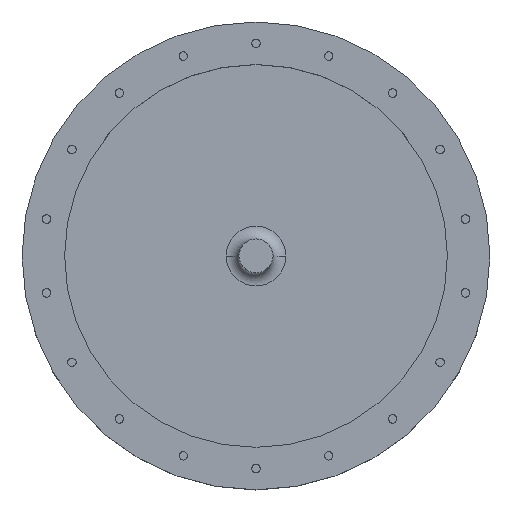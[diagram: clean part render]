
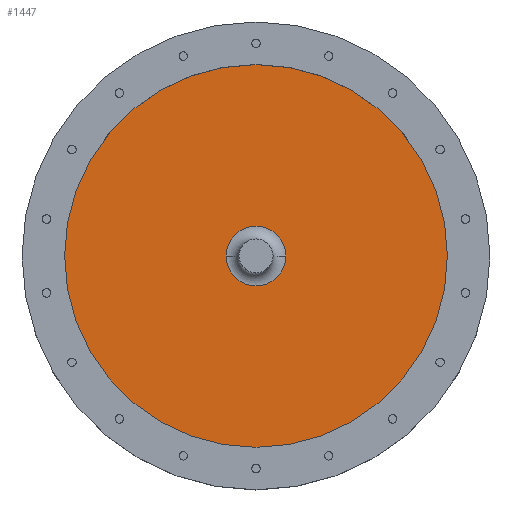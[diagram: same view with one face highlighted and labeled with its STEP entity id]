
A CAD part, top view. The second image highlights one B-rep face of the part: STEP entity #1447.
In plain terms, the highlighted planar face has unit normal (0, 0, 1).
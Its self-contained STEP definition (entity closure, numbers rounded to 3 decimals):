
#32 = DIRECTION ( 'NONE',  ( 0., 0., -1. ) ) ;
#83 = CIRCLE ( 'NONE', #2687, 7. ) ;
#178 = ORIENTED_EDGE ( 'NONE', *, *, #2277, .F. ) ;
#275 = VERTEX_POINT ( 'NONE', #2765 ) ;
#398 = PLANE ( 'NONE',  #1815 ) ;
#428 = DIRECTION ( 'NONE',  ( 1., 0., 0. ) ) ;
#583 = CARTESIAN_POINT ( 'NONE',  ( -45., 0., -3. ) ) ;
#741 = DIRECTION ( 'NONE',  ( 1., 0., 0. ) ) ;
#801 = DIRECTION ( 'NONE',  ( 0., 0., -1. ) ) ;
#1056 = ORIENTED_EDGE ( 'NONE', *, *, #1846, .T. ) ;
#1391 = CARTESIAN_POINT ( 'NONE',  ( -7., 0., -3. ) ) ;
#1447 = ADVANCED_FACE ( 'NONE', ( #2946, #1970 ), #398, .T. ) ;
#1450 = AXIS2_PLACEMENT_3D ( 'NONE', #1664, #2726, #2748 ) ;
#1486 = CARTESIAN_POINT ( 'NONE',  ( 0., 0., -3. ) ) ;
#1641 = EDGE_CURVE ( 'NONE', #2532, #275, #1789, .T. ) ;
#1664 = CARTESIAN_POINT ( 'NONE',  ( 0., 0., -3. ) ) ;
#1700 = EDGE_LOOP ( 'NONE', ( #1918, #178 ) ) ;
#1772 = ORIENTED_EDGE ( 'NONE', *, *, #2125, .T. ) ;
#1789 = CIRCLE ( 'NONE', #3177, 45. ) ;
#1815 = AXIS2_PLACEMENT_3D ( 'NONE', #1486, #2755, #428 ) ;
#1846 = EDGE_CURVE ( 'NONE', #2806, #2624, #83, .T. ) ;
#1848 = CARTESIAN_POINT ( 'NONE',  ( 0., 0., -3. ) ) ;
#1918 = ORIENTED_EDGE ( 'NONE', *, *, #1641, .F. ) ;
#1970 = FACE_OUTER_BOUND ( 'NONE', #1700, .T. ) ;
#2120 = DIRECTION ( 'NONE',  ( 1., 0., 0. ) ) ;
#2125 = EDGE_CURVE ( 'NONE', #2624, #2806, #3148, .T. ) ;
#2272 = AXIS2_PLACEMENT_3D ( 'NONE', #2309, #2353, #741 ) ;
#2277 = EDGE_CURVE ( 'NONE', #275, #2532, #2965, .T. ) ;
#2284 = CARTESIAN_POINT ( 'NONE',  ( 7., 0., -3. ) ) ;
#2309 = CARTESIAN_POINT ( 'NONE',  ( 0., 0., -3. ) ) ;
#2353 = DIRECTION ( 'NONE',  ( 0., 0., -1. ) ) ;
#2377 = CARTESIAN_POINT ( 'NONE',  ( 0., 0., -3. ) ) ;
#2425 = DIRECTION ( 'NONE',  ( 1., 0., 0. ) ) ;
#2532 = VERTEX_POINT ( 'NONE', #583 ) ;
#2624 = VERTEX_POINT ( 'NONE', #1391 ) ;
#2687 = AXIS2_PLACEMENT_3D ( 'NONE', #1848, #32, #2120 ) ;
#2726 = DIRECTION ( 'NONE',  ( 0., 0., -1. ) ) ;
#2748 = DIRECTION ( 'NONE',  ( 1., 0., 0. ) ) ;
#2755 = DIRECTION ( 'NONE',  ( 0., 0., 1. ) ) ;
#2765 = CARTESIAN_POINT ( 'NONE',  ( 45., 0., -3. ) ) ;
#2806 = VERTEX_POINT ( 'NONE', #2284 ) ;
#2946 = FACE_BOUND ( 'NONE', #2973, .T. ) ;
#2965 = CIRCLE ( 'NONE', #2272, 45. ) ;
#2973 = EDGE_LOOP ( 'NONE', ( #1056, #1772 ) ) ;
#3148 = CIRCLE ( 'NONE', #1450, 7. ) ;
#3177 = AXIS2_PLACEMENT_3D ( 'NONE', #2377, #801, #2425 ) ;
